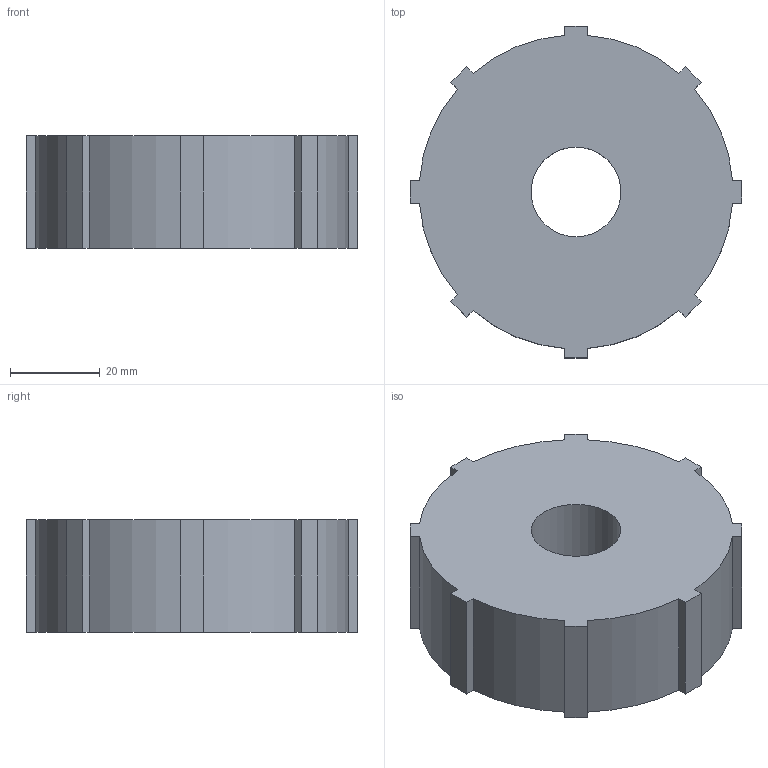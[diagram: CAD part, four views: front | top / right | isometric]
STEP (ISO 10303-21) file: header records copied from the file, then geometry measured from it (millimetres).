
FILE_DESCRIPTION(/* description */ ('STEP AP214'),/* implementation_level */ '2;1');
FILE_NAME(/* name */ '67194c724d67af2deac284b3',/* time_stamp */ '2024-10-23T19:20:18Z',/* author */ (''),/* organization */ (''),/* preprocessor_version */ 'ST-DEVELOPER v20',/* originating_system */ ' ',/* authorisation */ ' ');
FILE_SCHEMA (('AUTOMOTIVE_DESIGN {1 0 10303 214 3 1 1}'));
Length unit declared in the file: metre
Products named in the file (1): Part 1
Bounding box: 74 x 74 x 25 mm (x, y, z)
Volume: 90387.1 mm3; surface area: 15134.5 mm2
Topology: 1 solids, 1 shells, 35 faces, 99 edges, 66 vertices
Faces by surface type: plane 26, cylinder 9
Full cylindrical faces by diameter (mm): 20 x1
Entity records: 1160 total; most frequent: CARTESIAN_POINT 200, ORIENTED_EDGE 196, DIRECTION 188, EDGE_CURVE 98, LINE 80, VECTOR 80, VERTEX_POINT 66, AXIS2_PLACEMENT_3D 54
